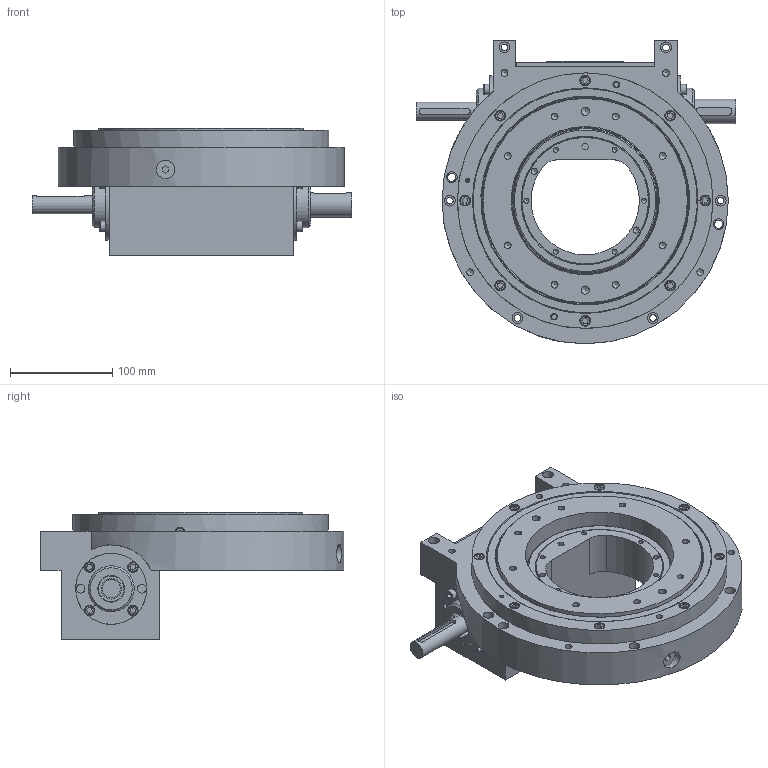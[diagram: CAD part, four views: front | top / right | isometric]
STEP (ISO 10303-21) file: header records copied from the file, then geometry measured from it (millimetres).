
FILE_DESCRIPTION(/* description */ ('Unknown'),/* implementation_level */ '2;1');
FILE_NAME(/* name */ 'AR250 + Foratura STD 18 Divisioni + Albero lato OPPOSTO',/* time_stamp */ '2024-04-12T13:59:43+02:00',/* author */ ('Unknown'),/* organization */ ('Unknown'),/* preprocessor_version */ 'ST-DEVELOPER v18.1',/* originating_system */ 'Solid Edge',/* authorisation */ 'Unknown');
FILE_SCHEMA (('AUTOMOTIVE_DESIGN {1 0 10303 214 3 1 1}'));
Products named in the file (1): AR250 + Foratura STD 18 Divisioni + Albero lato OPPOSTO
Bounding box: 313 x 297 x 125 mm (x, y, z)
Volume: 2797489.3 mm3; surface area: 463872.9 mm2
Topology: 2 solids, 2 shells, 1207 faces, 2596 edges, 1678 vertices
Faces by surface type: plane 717, bspline 219, cylinder 165, cone 65, torus 40, sphere 1
Full cylindrical faces by diameter (mm): 2 x1, 2.459 x1, 3.2 x2, 3.3 x1, 4 x1, 4.917 x14, 6 x3, 6.5 x8, 6.647 x24, 8 x4, 8.5 x4, 10 x20, 10.5 x16, 11.2 x2, 18 x3, 20 x2, 22 x1, 24 x1, 25 x4, 26 x2, 32 x1, 35 x2, 39.5 x2, 40 x2, 45 x2, 47 x2, 69.5 x2, 125 x1, 135.6 x1, 141 x1
Entity records: 96640 total; most frequent: CARTESIAN_POINT 65242, ORIENTED_EDGE 4250, DIRECTION 4013, EDGE_CURVE 2125, FACE_BOUND 1888, EDGE_LOOP 1861, VERTEX_POINT 1581, AXIS2_PLACEMENT_3D 1388
